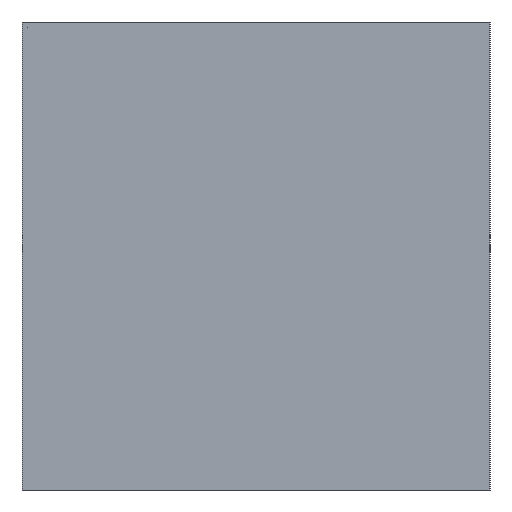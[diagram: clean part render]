
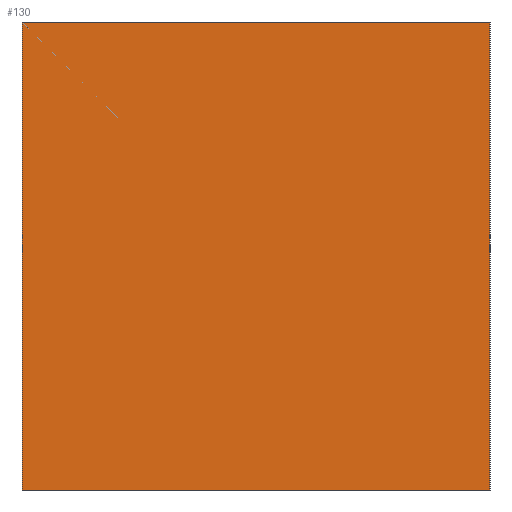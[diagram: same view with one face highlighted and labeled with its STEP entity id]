
A CAD part, left-side view. The second image highlights one B-rep face of the part: STEP entity #130.
In plain terms, the highlighted planar face has unit normal (-1, 0, 0).
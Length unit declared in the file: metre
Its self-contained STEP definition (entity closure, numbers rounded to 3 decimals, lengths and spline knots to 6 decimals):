
#100 = EDGE_CURVE( '', #241, #242, #243, .T. );
#110 = EDGE_CURVE( '', #258, #242, #259, .T. );
#120 = EDGE_CURVE( '', #272, #241, #273, .T. );
#130 = ADVANCED_FACE( '', ( #287 ), #288, .T. );
#162 = EDGE_CURVE( '', #272, #258, #330, .T. );
#241 = VERTEX_POINT( '', #415 );
#242 = VERTEX_POINT( '', #416 );
#243 = LINE( '', #417, #418 );
#258 = VERTEX_POINT( '', #438 );
#259 = LINE( '', #439, #440 );
#272 = VERTEX_POINT( '', #460 );
#273 = LINE( '', #461, #462 );
#287 = FACE_OUTER_BOUND( '', #484, .T. );
#288 = PLANE( '', #485 );
#330 = LINE( '', #548, #549 );
#415 = CARTESIAN_POINT( '', ( -0.000818, -0.000418, -0.000001 ) );
#416 = CARTESIAN_POINT( '', ( -0.000818, -0.000418, 0.000819 ) );
#417 = CARTESIAN_POINT( '', ( -0.000818, -0.000418, -0.000001 ) );
#418 = VECTOR( '', #637, 1. );
#438 = CARTESIAN_POINT( '', ( -0.000818, 0.000402, 0.000819 ) );
#439 = CARTESIAN_POINT( '', ( -0.000818, 0.000402, 0.000819 ) );
#440 = VECTOR( '', #656, 1. );
#460 = CARTESIAN_POINT( '', ( -0.000818, 0.000402, -0.000001 ) );
#461 = CARTESIAN_POINT( '', ( -0.000818, 0.000402, -0.000001 ) );
#462 = VECTOR( '', #668, 1. );
#484 = EDGE_LOOP( '', ( #674, #675, #676, #677 ) );
#485 = AXIS2_PLACEMENT_3D( '', #678, #679, #680 );
#548 = CARTESIAN_POINT( '', ( -0.000818, 0.000402, -0.000001 ) );
#549 = VECTOR( '', #731, 1. );
#637 = DIRECTION( '', ( 0., 0., 1. ) );
#656 = DIRECTION( '', ( 0., -1., 0. ) );
#668 = DIRECTION( '', ( 0., -1., 0. ) );
#674 = ORIENTED_EDGE( '', *, *, #120, .T. );
#675 = ORIENTED_EDGE( '', *, *, #100, .T. );
#676 = ORIENTED_EDGE( '', *, *, #110, .F. );
#677 = ORIENTED_EDGE( '', *, *, #162, .F. );
#678 = CARTESIAN_POINT( '', ( -0.000818, 0.000402, -0.000001 ) );
#679 = DIRECTION( '', ( -1., 0., 0. ) );
#680 = DIRECTION( '', ( 0., 0., 1. ) );
#731 = DIRECTION( '', ( 0., 0., 1. ) );
